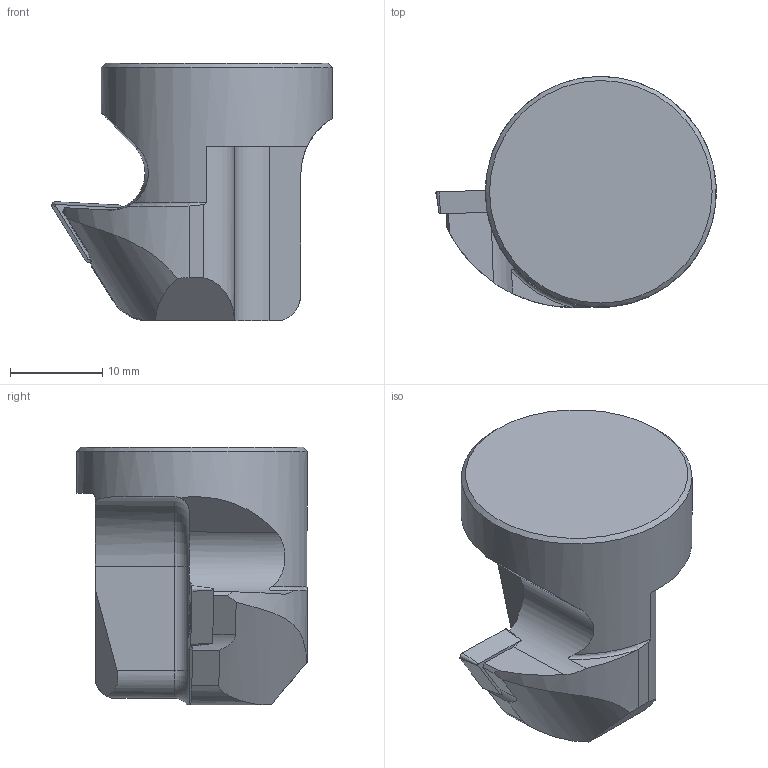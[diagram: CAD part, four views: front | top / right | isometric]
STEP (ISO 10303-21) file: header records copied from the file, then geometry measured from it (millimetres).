
FILE_DESCRIPTION(/* description */ (''),/* implementation_level */ '2;1');
FILE_NAME(/* name */ '1642418630614.stp',/* time_stamp */ '2022-01-17T16:54:12+05:00',/* author */ (''),/* organization */ ('SMS'),/* preprocessor_version */ 'ST-DEVELOPER v16.7',/* originating_system */ 'SIEMENS PLM Software NX 12.0',/* authorisation */ '');
FILE_SCHEMA (('AUTOMOTIVE_DESIGN { 1 0 10303 214 3 1 1 1 }'));
Length unit declared in the file: millimetre
Products named in the file (4): ASSEMBLY_CONSTRUCTION; IsoTurningInsert; 203921894mod000_00; 201719037mod000_01
Assembly tree (3 placements, depth 2):
  201719037mod000_01
    203921894mod000_00
    IsoTurningInsert
    ASSEMBLY_CONSTRUCTION
Bounding box: 30.37 x 25 x 27.9 mm (x, y, z)
Volume: 9002.8 mm3; surface area: 3255.2 mm2
Topology: 2 solids, 2 shells, 79 faces, 211 edges, 144 vertices
Faces by surface type: plane 34, cylinder 25, cone 9, torus 9, bspline 1, sphere 1
Full cylindrical faces by diameter (mm): 2.8 x2, 3.45 x1, 25 x1
Entity records: 2792 total; most frequent: CARTESIAN_POINT 732, DIRECTION 416, ORIENTED_EDGE 382, EDGE_CURVE 191, AXIS2_PLACEMENT_3D 167, VERTEX_POINT 130, EDGE_LOOP 95, LINE 82
